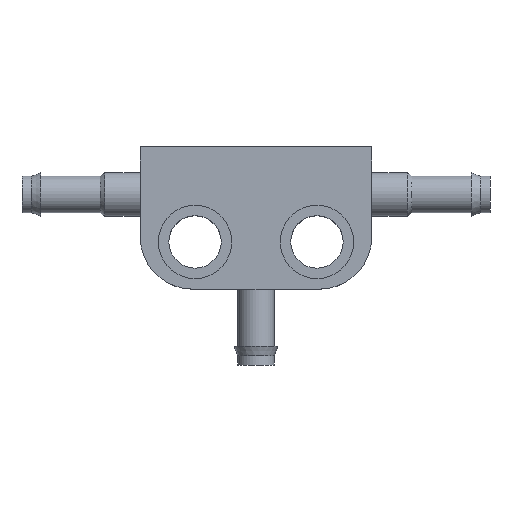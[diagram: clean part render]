
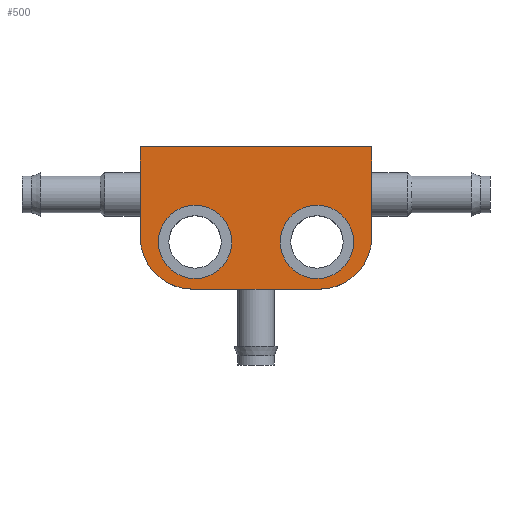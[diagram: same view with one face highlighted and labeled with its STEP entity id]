
A CAD part, top view. The second image highlights one B-rep face of the part: STEP entity #500.
In plain terms, the highlighted planar face has unit normal (0, 0, 1).
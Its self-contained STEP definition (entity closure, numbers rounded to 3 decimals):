
#27=LINE('',#814,#41);
#31=LINE('',#824,#45);
#35=LINE('',#838,#49);
#38=LINE('',#849,#52);
#41=VECTOR('',#640,1000.);
#45=VECTOR('',#648,1000.);
#49=VECTOR('',#662,1000.);
#52=VECTOR('',#675,1000.);
#57=PLANE('',#563);
#102=ORIENTED_EDGE('',*,*,#204,.T.);
#103=ORIENTED_EDGE('',*,*,#205,.T.);
#104=ORIENTED_EDGE('',*,*,#185,.T.);
#105=ORIENTED_EDGE('',*,*,#190,.T.);
#106=ORIENTED_EDGE('',*,*,#193,.T.);
#107=ORIENTED_EDGE('',*,*,#197,.T.);
#108=ORIENTED_EDGE('',*,*,#200,.T.);
#109=ORIENTED_EDGE('',*,*,#203,.T.);
#185=EDGE_CURVE('',#240,#239,#27,.T.);
#190=EDGE_CURVE('',#239,#243,#31,.T.);
#193=EDGE_CURVE('',#243,#245,#285,.T.);
#197=EDGE_CURVE('',#245,#248,#35,.T.);
#200=EDGE_CURVE('',#248,#250,#288,.T.);
#203=EDGE_CURVE('',#250,#240,#38,.T.);
#204=EDGE_CURVE('',#252,#252,#290,.F.);
#205=EDGE_CURVE('',#253,#253,#291,.F.);
#239=VERTEX_POINT('',#813);
#240=VERTEX_POINT('',#815);
#243=VERTEX_POINT('',#823);
#245=VERTEX_POINT('',#829);
#248=VERTEX_POINT('',#837);
#250=VERTEX_POINT('',#843);
#252=VERTEX_POINT('',#852);
#253=VERTEX_POINT('',#854);
#285=CIRCLE('',#555,4.3);
#288=CIRCLE('',#560,4.3);
#290=CIRCLE('',#564,3.01);
#291=CIRCLE('',#565,3.01);
#331=EDGE_LOOP('',(#102));
#332=EDGE_LOOP('',(#103));
#333=EDGE_LOOP('',(#104,#105,#106,#107,#108,#109));
#409=FACE_BOUND('',#331,.T.);
#410=FACE_BOUND('',#332,.T.);
#411=FACE_BOUND('',#333,.T.);
#500=ADVANCED_FACE('',(#409,#410,#411),#57,.T.);
#555=AXIS2_PLACEMENT_3D('',#830,#654,#655);
#560=AXIS2_PLACEMENT_3D('',#844,#668,#669);
#563=AXIS2_PLACEMENT_3D('',#850,#676,#677);
#564=AXIS2_PLACEMENT_3D('',#851,#678,#679);
#565=AXIS2_PLACEMENT_3D('',#853,#680,#681);
#640=DIRECTION('',(-1.,0.,0.));
#648=DIRECTION('',(0.,-1.,0.));
#654=DIRECTION('',(0.,0.,1.));
#655=DIRECTION('',(1.,0.,0.));
#662=DIRECTION('',(1.,0.,0.));
#668=DIRECTION('',(0.,0.,1.));
#669=DIRECTION('',(1.,0.,0.));
#675=DIRECTION('',(0.,1.,0.));
#676=DIRECTION('',(0.,0.,1.));
#677=DIRECTION('',(1.,0.,0.));
#678=DIRECTION('',(0.,0.,1.));
#679=DIRECTION('',(1.,0.,0.));
#680=DIRECTION('',(0.,0.,1.));
#681=DIRECTION('',(1.,0.,0.));
#813=CARTESIAN_POINT('',(-9.5,3.9,2.6));
#814=CARTESIAN_POINT('',(9.5,3.9,2.6));
#815=CARTESIAN_POINT('',(9.5,3.9,2.6));
#823=CARTESIAN_POINT('',(-9.5,-3.47,2.6));
#824=CARTESIAN_POINT('',(-9.5,3.9,2.6));
#829=CARTESIAN_POINT('',(-5.2,-7.77,2.6));
#830=CARTESIAN_POINT('',(-5.2,-3.47,2.6));
#837=CARTESIAN_POINT('',(5.2,-7.77,2.6));
#838=CARTESIAN_POINT('',(-5.2,-7.77,2.6));
#843=CARTESIAN_POINT('',(9.5,-3.47,2.6));
#844=CARTESIAN_POINT('',(5.2,-3.47,2.6));
#849=CARTESIAN_POINT('',(9.5,-3.47,2.6));
#850=CARTESIAN_POINT('',(-5.2,-3.47,2.6));
#851=CARTESIAN_POINT('',(-5.,-3.9,2.6));
#852=CARTESIAN_POINT('',(-1.99,-3.9,2.6));
#853=CARTESIAN_POINT('',(5.,-3.9,2.6));
#854=CARTESIAN_POINT('',(8.01,-3.9,2.6));
